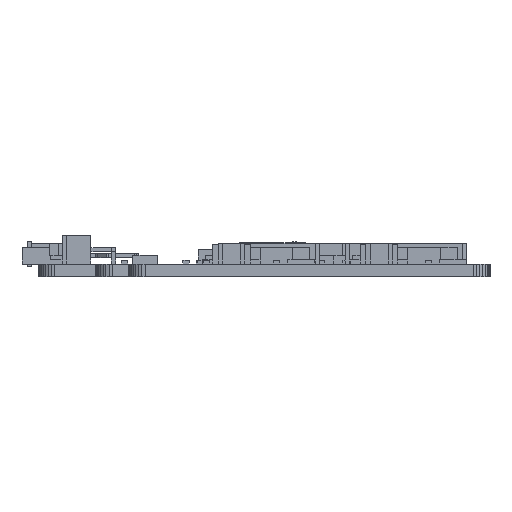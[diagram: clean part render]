
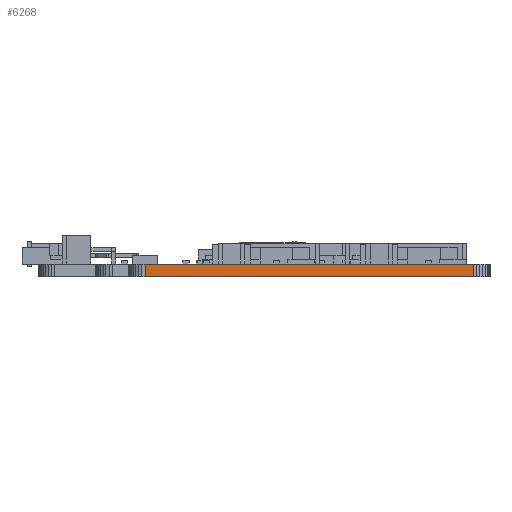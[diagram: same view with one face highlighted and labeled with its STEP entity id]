
A CAD part, left-side view. The second image highlights one B-rep face of the part: STEP entity #6268.
In plain terms, the highlighted planar face has unit normal (-1, 0, 0).
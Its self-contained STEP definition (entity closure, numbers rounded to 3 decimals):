
#503 = PLANE('',#504);
#504 = AXIS2_PLACEMENT_3D('',#505,#506,#507);
#505 = CARTESIAN_POINT('',(93.,116.,1.531));
#506 = DIRECTION('',(0.,0.,-1.));
#507 = DIRECTION('',(-1.,0.,0.));
#557 = PLANE('',#558);
#558 = AXIS2_PLACEMENT_3D('',#559,#560,#561);
#559 = CARTESIAN_POINT('',(93.,116.,0.));
#560 = DIRECTION('',(0.,0.,-1.));
#561 = DIRECTION('',(-1.,0.,0.));
#6160 = PLANE('',#6161);
#6161 = AXIS2_PLACEMENT_3D('',#6162,#6163,#6164);
#6162 = CARTESIAN_POINT('',(22.99,158.,0.));
#6163 = DIRECTION('',(0.,1.,0.));
#6164 = DIRECTION('',(1.,0.,0.));
#6198 = VERTEX_POINT('',#6199);
#6199 = CARTESIAN_POINT('',(23.,158.,1.531));
#6220 = EDGE_CURVE('',#6221,#6198,#6223,.T.);
#6221 = VERTEX_POINT('',#6222);
#6222 = CARTESIAN_POINT('',(23.,158.,0.));
#6223 = SURFACE_CURVE('',#6224,(#6228,#6235),.PCURVE_S1.);
#6224 = LINE('',#6225,#6226);
#6225 = CARTESIAN_POINT('',(23.,158.,0.));
#6226 = VECTOR('',#6227,1.);
#6227 = DIRECTION('',(0.,0.,1.));
#6228 = PCURVE('',#6160,#6229);
#6229 = DEFINITIONAL_REPRESENTATION('',(#6230),#6234);
#6230 = LINE('',#6231,#6232);
#6231 = CARTESIAN_POINT('',(0.01,0.));
#6232 = VECTOR('',#6233,1.);
#6233 = DIRECTION('',(0.,-1.));
#6234 = ( GEOMETRIC_REPRESENTATION_CONTEXT(2) 
PARAMETRIC_REPRESENTATION_CONTEXT() REPRESENTATION_CONTEXT('2D SPACE',''
  ) );
#6235 = PCURVE('',#6236,#6241);
#6236 = PLANE('',#6237);
#6237 = AXIS2_PLACEMENT_3D('',#6238,#6239,#6240);
#6238 = CARTESIAN_POINT('',(23.,158.,0.));
#6239 = DIRECTION('',(1.,0.,0.));
#6240 = DIRECTION('',(0.,-1.,0.));
#6241 = DEFINITIONAL_REPRESENTATION('',(#6242),#6246);
#6242 = LINE('',#6243,#6244);
#6243 = CARTESIAN_POINT('',(0.,0.));
#6244 = VECTOR('',#6245,1.);
#6245 = DIRECTION('',(0.,-1.));
#6246 = ( GEOMETRIC_REPRESENTATION_CONTEXT(2) 
PARAMETRIC_REPRESENTATION_CONTEXT() REPRESENTATION_CONTEXT('2D SPACE',''
  ) );
#6268 = ADVANCED_FACE('',(#6269),#6236,.F.);
#6269 = FACE_BOUND('',#6270,.F.);
#6270 = EDGE_LOOP('',(#6271,#6272,#6295,#6323));
#6271 = ORIENTED_EDGE('',*,*,#6220,.T.);
#6272 = ORIENTED_EDGE('',*,*,#6273,.T.);
#6273 = EDGE_CURVE('',#6198,#6274,#6276,.T.);
#6274 = VERTEX_POINT('',#6275);
#6275 = CARTESIAN_POINT('',(23.,118.,1.531));
#6276 = SURFACE_CURVE('',#6277,(#6281,#6288),.PCURVE_S1.);
#6277 = LINE('',#6278,#6279);
#6278 = CARTESIAN_POINT('',(23.,158.,1.531));
#6279 = VECTOR('',#6280,1.);
#6280 = DIRECTION('',(0.,-1.,0.));
#6281 = PCURVE('',#6236,#6282);
#6282 = DEFINITIONAL_REPRESENTATION('',(#6283),#6287);
#6283 = LINE('',#6284,#6285);
#6284 = CARTESIAN_POINT('',(0.,-1.531));
#6285 = VECTOR('',#6286,1.);
#6286 = DIRECTION('',(1.,0.));
#6287 = ( GEOMETRIC_REPRESENTATION_CONTEXT(2) 
PARAMETRIC_REPRESENTATION_CONTEXT() REPRESENTATION_CONTEXT('2D SPACE',''
  ) );
#6288 = PCURVE('',#503,#6289);
#6289 = DEFINITIONAL_REPRESENTATION('',(#6290),#6294);
#6290 = LINE('',#6291,#6292);
#6291 = CARTESIAN_POINT('',(70.,42.));
#6292 = VECTOR('',#6293,1.);
#6293 = DIRECTION('',(0.,-1.));
#6294 = ( GEOMETRIC_REPRESENTATION_CONTEXT(2) 
PARAMETRIC_REPRESENTATION_CONTEXT() REPRESENTATION_CONTEXT('2D SPACE',''
  ) );
#6295 = ORIENTED_EDGE('',*,*,#6296,.F.);
#6296 = EDGE_CURVE('',#6297,#6274,#6299,.T.);
#6297 = VERTEX_POINT('',#6298);
#6298 = CARTESIAN_POINT('',(23.,118.,0.));
#6299 = SURFACE_CURVE('',#6300,(#6304,#6311),.PCURVE_S1.);
#6300 = LINE('',#6301,#6302);
#6301 = CARTESIAN_POINT('',(23.,118.,0.));
#6302 = VECTOR('',#6303,1.);
#6303 = DIRECTION('',(0.,0.,1.));
#6304 = PCURVE('',#6236,#6305);
#6305 = DEFINITIONAL_REPRESENTATION('',(#6306),#6310);
#6306 = LINE('',#6307,#6308);
#6307 = CARTESIAN_POINT('',(40.,0.));
#6308 = VECTOR('',#6309,1.);
#6309 = DIRECTION('',(0.,-1.));
#6310 = ( GEOMETRIC_REPRESENTATION_CONTEXT(2) 
PARAMETRIC_REPRESENTATION_CONTEXT() REPRESENTATION_CONTEXT('2D SPACE',''
  ) );
#6311 = PCURVE('',#6312,#6317);
#6312 = PLANE('',#6313);
#6313 = AXIS2_PLACEMENT_3D('',#6314,#6315,#6316);
#6314 = CARTESIAN_POINT('',(23.,118.,0.));
#6315 = DIRECTION('',(0.,-1.,0.));
#6316 = DIRECTION('',(-1.,0.,0.));
#6317 = DEFINITIONAL_REPRESENTATION('',(#6318),#6322);
#6318 = LINE('',#6319,#6320);
#6319 = CARTESIAN_POINT('',(0.,0.));
#6320 = VECTOR('',#6321,1.);
#6321 = DIRECTION('',(0.,-1.));
#6322 = ( GEOMETRIC_REPRESENTATION_CONTEXT(2) 
PARAMETRIC_REPRESENTATION_CONTEXT() REPRESENTATION_CONTEXT('2D SPACE',''
  ) );
#6323 = ORIENTED_EDGE('',*,*,#6324,.F.);
#6324 = EDGE_CURVE('',#6221,#6297,#6325,.T.);
#6325 = SURFACE_CURVE('',#6326,(#6330,#6337),.PCURVE_S1.);
#6326 = LINE('',#6327,#6328);
#6327 = CARTESIAN_POINT('',(23.,158.,0.));
#6328 = VECTOR('',#6329,1.);
#6329 = DIRECTION('',(0.,-1.,0.));
#6330 = PCURVE('',#6236,#6331);
#6331 = DEFINITIONAL_REPRESENTATION('',(#6332),#6336);
#6332 = LINE('',#6333,#6334);
#6333 = CARTESIAN_POINT('',(0.,0.));
#6334 = VECTOR('',#6335,1.);
#6335 = DIRECTION('',(1.,0.));
#6336 = ( GEOMETRIC_REPRESENTATION_CONTEXT(2) 
PARAMETRIC_REPRESENTATION_CONTEXT() REPRESENTATION_CONTEXT('2D SPACE',''
  ) );
#6337 = PCURVE('',#557,#6338);
#6338 = DEFINITIONAL_REPRESENTATION('',(#6339),#6343);
#6339 = LINE('',#6340,#6341);
#6340 = CARTESIAN_POINT('',(70.,42.));
#6341 = VECTOR('',#6342,1.);
#6342 = DIRECTION('',(0.,-1.));
#6343 = ( GEOMETRIC_REPRESENTATION_CONTEXT(2) 
PARAMETRIC_REPRESENTATION_CONTEXT() REPRESENTATION_CONTEXT('2D SPACE',''
  ) );
